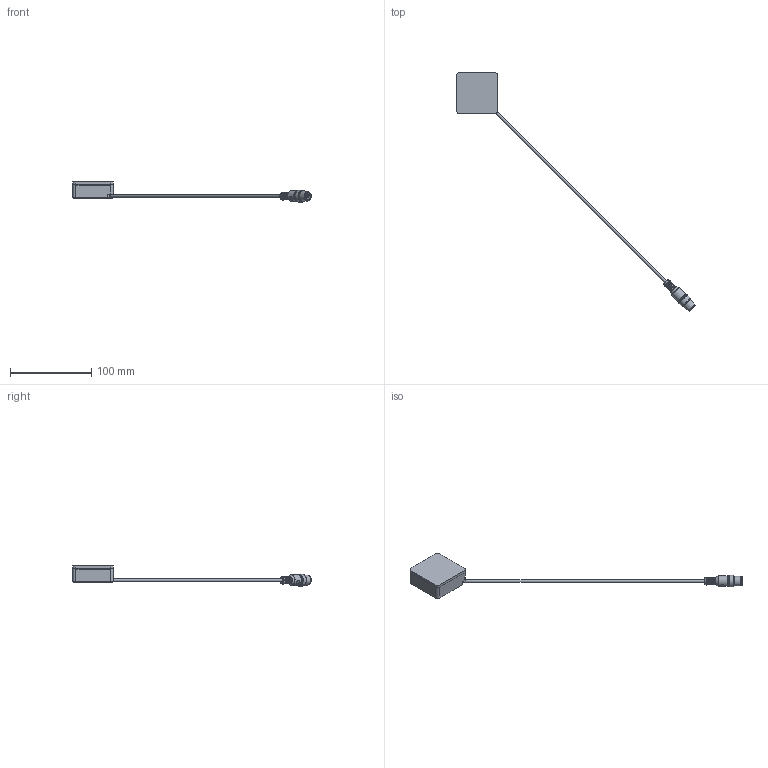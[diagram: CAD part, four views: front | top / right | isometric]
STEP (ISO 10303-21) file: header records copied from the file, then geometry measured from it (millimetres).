
FILE_DESCRIPTION(/* description */ ('DISO X xxx'),/* implementation_level */ '2;1');
FILE_NAME(/* name */ 'BE-F50-50RL.stp',/* time_stamp */ '2015-04-21T14:00:45+02:00',/* author */ ('lsa'),/* organization */ (''),/* preprocessor_version */ 'ST-DEVELOPER v15.6',/* originating_system */ 'Autodesk Inventor 2015',/* authorisation */ '');
FILE_SCHEMA (('AUTOMOTIVE_DESIGN { 1 0 10303 214 3 1 1 }'));
Length unit declared in the file: millimetre
Products named in the file (1): Bauteil7
Bounding box: 293.48 x 293.48 x 24.73 mm (x, y, z)
Volume: 38109.7 mm3; surface area: 21179.3 mm2
Topology: 2 solids, 3 shells, 229 faces, 544 edges, 352 vertices
Faces by surface type: plane 113, cylinder 80, cone 26, torus 10
Full cylindrical faces by diameter (mm): 0.9 x2, 1 x4, 2.459 x3, 3 x1, 3.3 x1, 3.5 x1, 5 x1, 7.5 x2, 8 x1, 8.5 x4, 9 x1, 10 x1, 10.8 x1, 11.25 x1, 12 x1, 13 x1, 14.25 x2, 14.5 x1
Entity records: 6660 total; most frequent: CARTESIAN_POINT 1250, DIRECTION 1101, ORIENTED_EDGE 934, EDGE_CURVE 467, AXIS2_PLACEMENT_3D 416, VERTEX_POINT 334, EDGE_LOOP 321, LINE 269
